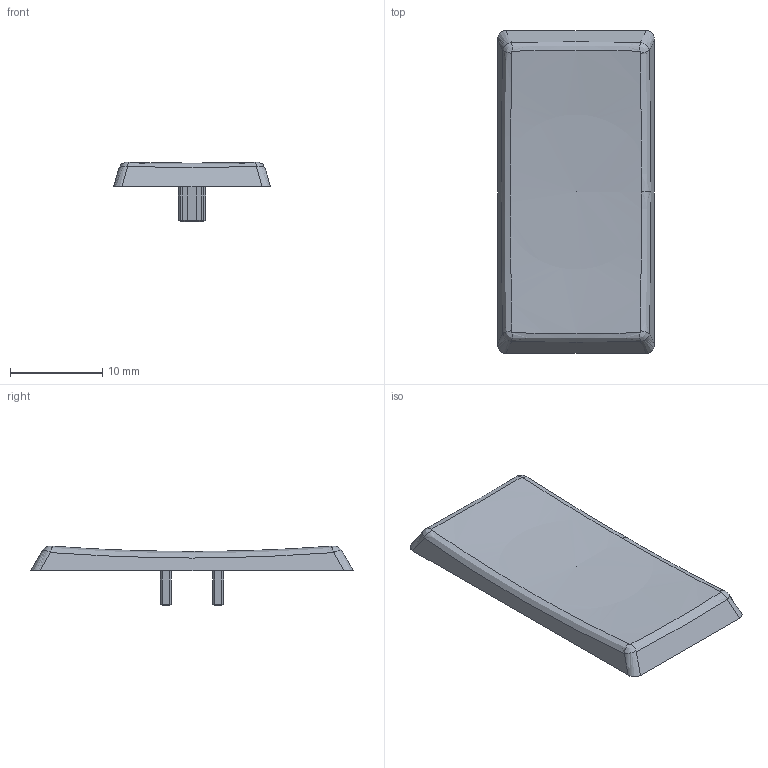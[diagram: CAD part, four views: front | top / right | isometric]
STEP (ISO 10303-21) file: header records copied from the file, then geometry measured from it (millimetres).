
FILE_DESCRIPTION(('FreeCAD Model'),'2;1');
FILE_NAME('Open CASCADE Shape Model','2022-12-31T09:31:11',(''),(''), 'Open CASCADE STEP processor 7.6','FreeCAD','Unknown');
FILE_SCHEMA(('AUTOMOTIVE_DESIGN { 1 0 10303 214 1 1 1 1 }'));
Length unit declared in the file: millimetre
Products named in the file (1): Fusion
Bounding box: 17 x 35 x 6.5 mm (x, y, z)
Volume: 675.6 mm3; surface area: 1574.4 mm2
Topology: 2 solids, 2 shells, 116 faces, 297 edges, 187 vertices
Faces by surface type: plane 90, bspline 25, sphere 1
Entity records: 5258 total; most frequent: CARTESIAN_POINT 2673, ORIENTED_EDGE 592, DIRECTION 422, EDGE_CURVE 296, LINE 236, VECTOR 236, VERTEX_POINT 187, FACE_BOUND 119
